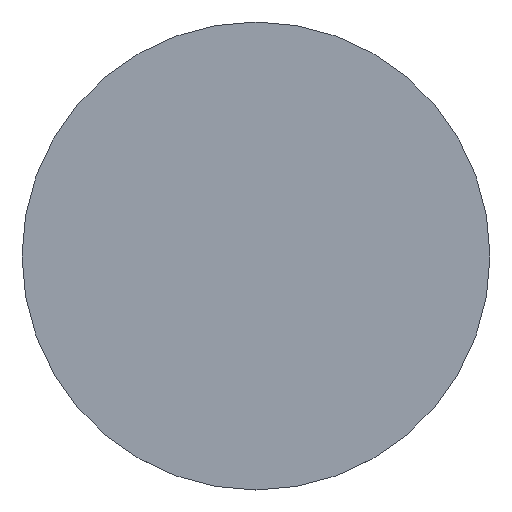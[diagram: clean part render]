
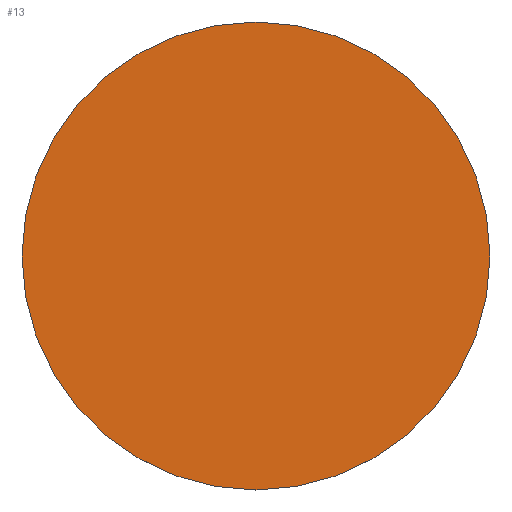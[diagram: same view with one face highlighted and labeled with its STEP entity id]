
A CAD part, top view. The second image highlights one B-rep face of the part: STEP entity #13.
In plain terms, the highlighted planar face has unit normal (0, 0, 1).
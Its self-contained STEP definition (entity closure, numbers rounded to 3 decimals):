
#2 = PLANE ( 'NONE',  #158 ) ;
#13 = ADVANCED_FACE ( 'NONE', ( #74 ), #2, .T. ) ;
#21 = DIRECTION ( 'NONE',  ( 1., 0., 0. ) ) ;
#37 = CARTESIAN_POINT ( 'NONE',  ( 0., 0., 0.1 ) ) ;
#51 = CARTESIAN_POINT ( 'NONE',  ( 10., 0., 0.1 ) ) ;
#69 = EDGE_CURVE ( 'NONE', #152, #99, #125, .T. ) ;
#74 = FACE_OUTER_BOUND ( 'NONE', #101, .T. ) ;
#90 = CARTESIAN_POINT ( 'NONE',  ( 0., 0., 0.1 ) ) ;
#95 = AXIS2_PLACEMENT_3D ( 'NONE', #166, #128, #21 ) ;
#99 = VERTEX_POINT ( 'NONE', #165 ) ;
#100 = ORIENTED_EDGE ( 'NONE', *, *, #69, .T. ) ;
#101 = EDGE_LOOP ( 'NONE', ( #126, #100 ) ) ;
#116 = DIRECTION ( 'NONE',  ( 0., 0., 1. ) ) ;
#125 = CIRCLE ( 'NONE', #95, 10. ) ;
#126 = ORIENTED_EDGE ( 'NONE', *, *, #151, .T. ) ;
#128 = DIRECTION ( 'NONE',  ( 0., 0., 1. ) ) ;
#141 = DIRECTION ( 'NONE',  ( 1., 0., 0. ) ) ;
#149 = CIRCLE ( 'NONE', #173, 10. ) ;
#151 = EDGE_CURVE ( 'NONE', #99, #152, #149, .T. ) ;
#152 = VERTEX_POINT ( 'NONE', #51 ) ;
#153 = DIRECTION ( 'NONE',  ( 0., 0., 1. ) ) ;
#158 = AXIS2_PLACEMENT_3D ( 'NONE', #37, #153, #141 ) ;
#164 = DIRECTION ( 'NONE',  ( 1., 0., 0. ) ) ;
#165 = CARTESIAN_POINT ( 'NONE',  ( -10., 0., 0.1 ) ) ;
#166 = CARTESIAN_POINT ( 'NONE',  ( 0., 0., 0.1 ) ) ;
#173 = AXIS2_PLACEMENT_3D ( 'NONE', #90, #116, #164 ) ;
